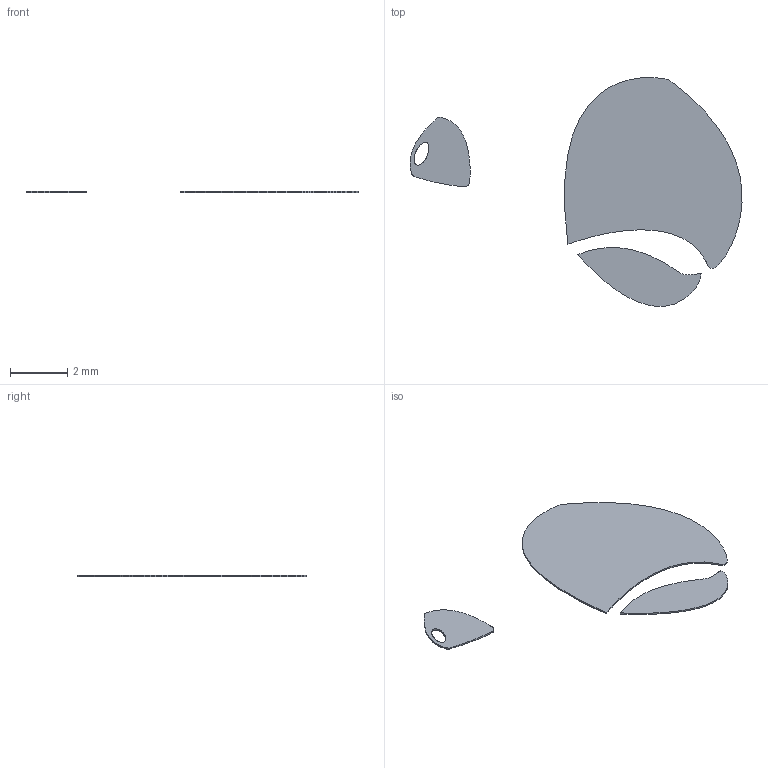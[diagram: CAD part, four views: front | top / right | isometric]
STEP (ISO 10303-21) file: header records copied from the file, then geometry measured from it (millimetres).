
FILE_DESCRIPTION(/* description */ (''),/* implementation_level */ '2;1');
FILE_NAME(/* name */ 'FACE v0.step',/* time_stamp */ '2020-04-28T17:02:23+09:00',/* author */ (''),/* organization */ (''),/* preprocessor_version */ 'ST-DEVELOPER v18.1',/* originating_system */ 'Autodesk Translation Framework v9.2.0.1227',/* authorisation */ '');
FILE_SCHEMA (('AUTOMOTIVE_DESIGN { 1 0 10303 214 3 1 1 }'));
Length unit declared in the file: millimetre
Products named in the file (1): FACE
Bounding box: 11.58 x 7.98 x 0.05 mm (x, y, z)
Volume: 1.9 mm3; surface area: 77.6 mm2
Topology: 3 solids, 3 shells, 342 faces, 1008 edges, 672 vertices
Faces by surface type: plane 342
Entity records: 11187 total; most frequent: CARTESIAN_POINT 2023, ORIENTED_EDGE 2016, DIRECTION 1694, LINE 1008, VECTOR 1008, EDGE_CURVE 1008, VERTEX_POINT 672, EDGE_LOOP 344
